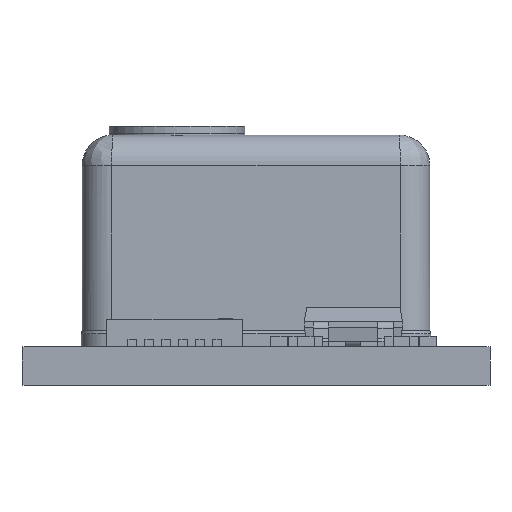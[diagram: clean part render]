
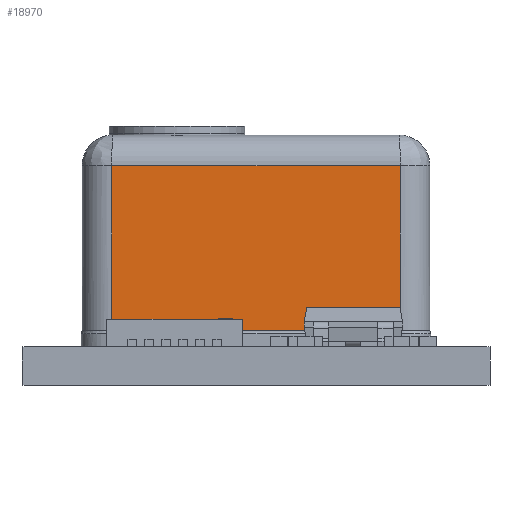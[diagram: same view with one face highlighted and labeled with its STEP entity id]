
A CAD part, front view. The second image highlights one B-rep face of the part: STEP entity #18970.
In plain terms, the highlighted planar face has unit normal (0, -1, 0).
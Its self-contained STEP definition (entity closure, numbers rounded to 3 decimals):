
#595=FACE_OUTER_BOUND('',#1737,.T.);
#1737=EDGE_LOOP('',(#12594,#12595,#12596,#12597));
#3003=LINE('',#27389,#5542);
#3005=LINE('',#27406,#5544);
#3006=LINE('',#27407,#5545);
#3007=LINE('',#27408,#5546);
#5542=VECTOR('',#21470,1000.);
#5544=VECTOR('',#21476,1000.);
#5545=VECTOR('',#21477,1000.);
#5546=VECTOR('',#21478,1000.);
#8079=VERTEX_POINT('',#27387);
#8080=VERTEX_POINT('',#27388);
#8083=VERTEX_POINT('',#27404);
#8084=VERTEX_POINT('',#27405);
#9873=EDGE_CURVE('',#8079,#8080,#3003,.T.);
#9877=EDGE_CURVE('',#8083,#8084,#3005,.T.);
#9878=EDGE_CURVE('',#8083,#8079,#3006,.T.);
#9879=EDGE_CURVE('',#8080,#8084,#3007,.T.);
#12594=ORIENTED_EDGE('',*,*,#9877,.F.);
#12595=ORIENTED_EDGE('',*,*,#9878,.T.);
#12596=ORIENTED_EDGE('',*,*,#9873,.T.);
#12597=ORIENTED_EDGE('',*,*,#9879,.T.);
#17876=PLANE('',#20239);
#18970=ADVANCED_FACE('',(#595),#17876,.F.);
#20239=AXIS2_PLACEMENT_3D('',#27403,#21474,#21475);
#21470=DIRECTION('',(0.,0.,-1.));
#21474=DIRECTION('center_axis',(0.,1.,0.));
#21475=DIRECTION('ref_axis',(-1.,0.,0.));
#21476=DIRECTION('',(0.,0.,-1.));
#21477=DIRECTION('',(-1.,0.,0.));
#21478=DIRECTION('',(1.,0.,0.));
#27387=CARTESIAN_POINT('',(-4.25,0.125,6.495));
#27388=CARTESIAN_POINT('',(-4.25,0.125,1.632));
#27389=CARTESIAN_POINT('',(-4.25,0.125,7.395));
#27403=CARTESIAN_POINT('Origin',(-4.25,0.125,7.395));
#27404=CARTESIAN_POINT('',(4.25,0.125,6.495));
#27405=CARTESIAN_POINT('',(4.25,0.125,1.632));
#27406=CARTESIAN_POINT('',(4.25,0.125,7.395));
#27407=CARTESIAN_POINT('',(-4.25,0.125,6.495));
#27408=CARTESIAN_POINT('',(-4.25,0.125,1.632));
